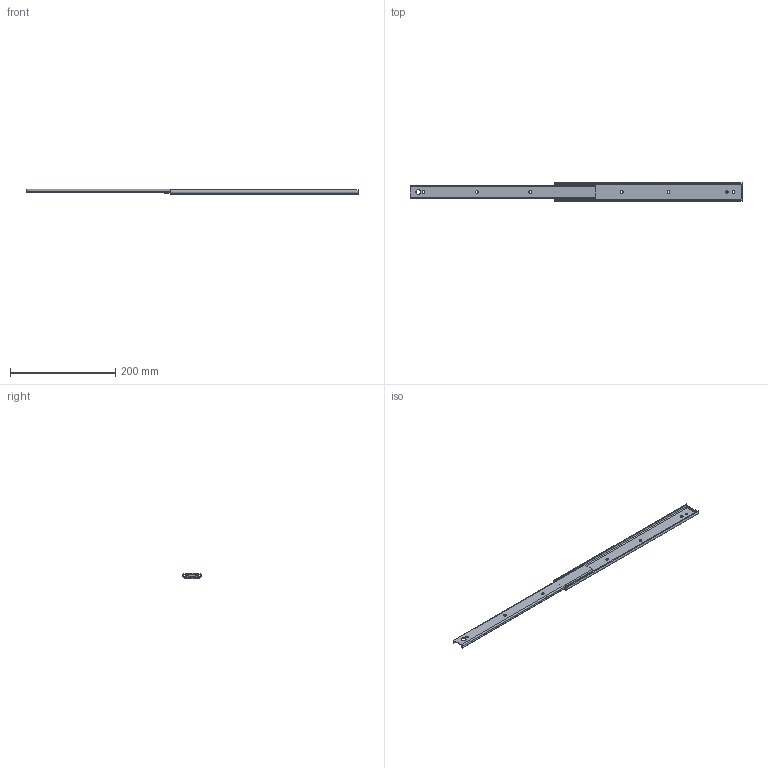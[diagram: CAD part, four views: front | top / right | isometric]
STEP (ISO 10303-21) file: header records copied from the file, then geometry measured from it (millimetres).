
FILE_DESCRIPTION (( 'STEP AP203' ), '1' );
FILE_NAME ('KC-1261-S-14.STEP', '2012-09-10T05:25:36', ( '11sw' ), ( 'タキゲン製造株式会社' ), 'SwSTEP 2.0', 'SolidWorks 2011', '' );
FILE_SCHEMA (( 'CONFIG_CONTROL_DESIGN' ));
Length unit declared in the file: millimetre
Products named in the file (3): KC-1261-S-14; KC-1261-S-14僀儞僫乕_; KC-1261-S-14傾僂僞乕_
Assembly tree (2 placements, depth 2):
  KC-1261-S-14
    KC-1261-S-14傾僂僞乕_
    KC-1261-S-14僀儞僫乕_
Bounding box: 630.6 x 35.27 x 9.6 mm (x, y, z)
Volume: 44678.4 mm3; surface area: 59210.9 mm2
Topology: 2 solids, 2 shells, 91 faces, 258 edges, 172 vertices
Faces by surface type: plane 54, cylinder 37
Entity records: 3311 total; most frequent: CARTESIAN_POINT 526, DIRECTION 524, ORIENTED_EDGE 516, EDGE_CURVE 258, VECTOR 184, LINE 184, VERTEX_POINT 172, AXIS2_PLACEMENT_3D 170
